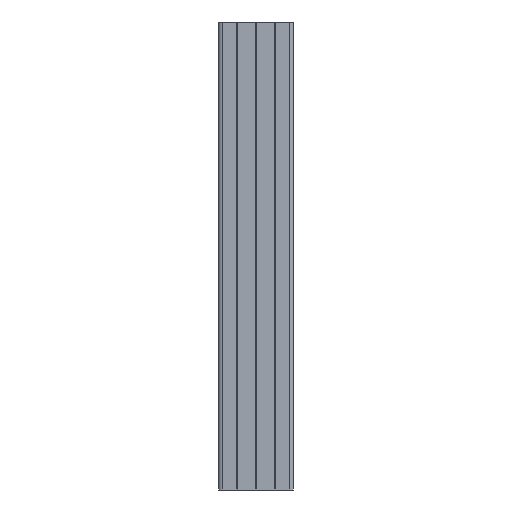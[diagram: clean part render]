
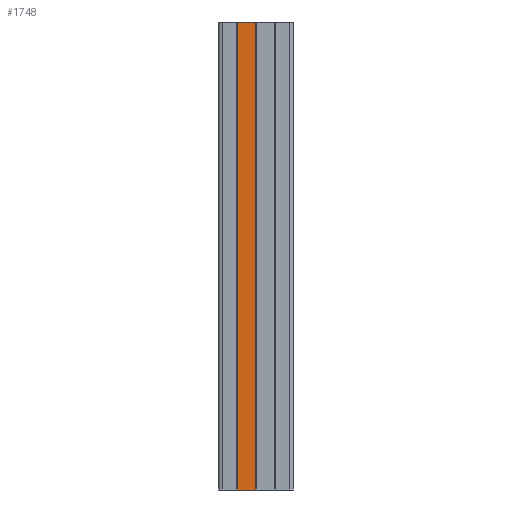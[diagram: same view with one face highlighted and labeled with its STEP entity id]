
A CAD part, front view. The second image highlights one B-rep face of the part: STEP entity #1748.
In plain terms, the highlighted planar face has unit normal (0, -1, 0).
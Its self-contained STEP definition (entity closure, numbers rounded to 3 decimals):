
#1177 = VERTEX_POINT ( 'NONE', #4533 ) ;
#1178 = EDGE_CURVE ( 'NONE', #1182, #1698, #4545, .T. ) ;
#1182 = VERTEX_POINT ( 'NONE', #4695 ) ;
#1376 = EDGE_CURVE ( 'NONE', #1177, #1377, #6053, .T. ) ;
#1377 = VERTEX_POINT ( 'NONE', #5978 ) ;
#1698 = VERTEX_POINT ( 'NONE', #6626 ) ;
#1747 = ORIENTED_EDGE ( 'NONE', *, *, #1178, .T. ) ;
#1748 = ADVANCED_FACE ( 'NONE', ( #6641 ), #6682, .T. ) ;
#1752 = EDGE_CURVE ( 'NONE', #1182, #1377, #6737, .T. ) ;
#1875 = EDGE_CURVE ( 'NONE', #1698, #1177, #6756, .T. ) ;
#1877 = ORIENTED_EDGE ( 'NONE', *, *, #1875, .T. ) ;
#1892 = ORIENTED_EDGE ( 'NONE', *, *, #1752, .F. ) ;
#1893 = ORIENTED_EDGE ( 'NONE', *, *, #1376, .T. ) ;
#1903 = EDGE_LOOP ( 'NONE', ( #1877, #1893, #1892, #1747 ) ) ;
#4533 = CARTESIAN_POINT ( 'NONE',  ( 1312.925, 885.86, 0. ) ) ;
#4545 = LINE ( 'NONE', #4571, #4694 ) ;
#4571 = CARTESIAN_POINT ( 'NONE',  ( 1293.646, 885.86, 0. ) ) ;
#4693 = DIRECTION ( 'NONE',  ( 0., 0., -1. ) ) ;
#4694 = VECTOR ( 'NONE', #4693, 1000. ) ;
#4695 = CARTESIAN_POINT ( 'NONE',  ( 1293.646, 885.86, 500. ) ) ;
#5978 = CARTESIAN_POINT ( 'NONE',  ( 1312.925, 885.86, 500. ) ) ;
#6046 = VECTOR ( 'NONE', #6064, 1000. ) ;
#6053 = LINE ( 'NONE', #6065, #6046 ) ;
#6064 = DIRECTION ( 'NONE',  ( 0., 0., 1. ) ) ;
#6065 = CARTESIAN_POINT ( 'NONE',  ( 1312.925, 885.86, 0. ) ) ;
#6626 = CARTESIAN_POINT ( 'NONE',  ( 1293.646, 885.86, 0. ) ) ;
#6641 = FACE_OUTER_BOUND ( 'NONE', #1903, .T. ) ;
#6667 = CARTESIAN_POINT ( 'NONE',  ( 1312.925, 885.86, 0. ) ) ;
#6676 = DIRECTION ( 'NONE',  ( 1., 0., 0. ) ) ;
#6682 = PLANE ( 'NONE',  #6697 ) ;
#6685 = CARTESIAN_POINT ( 'NONE',  ( 1312.925, 885.86, 0. ) ) ;
#6692 = DIRECTION ( 'NONE',  ( 0., -1., 0. ) ) ;
#6697 = AXIS2_PLACEMENT_3D ( 'NONE', #6685, #6692, #6741 ) ;
#6702 = VECTOR ( 'NONE', #6676, 1000. ) ;
#6734 = DIRECTION ( 'NONE',  ( 1., 0., 0. ) ) ;
#6735 = VECTOR ( 'NONE', #6734, 1000. ) ;
#6736 = CARTESIAN_POINT ( 'NONE',  ( 1313.285, 885.86, 500. ) ) ;
#6737 = LINE ( 'NONE', #6736, #6735 ) ;
#6741 = DIRECTION ( 'NONE',  ( 0., 0., -1. ) ) ;
#6756 = LINE ( 'NONE', #6667, #6702 ) ;
